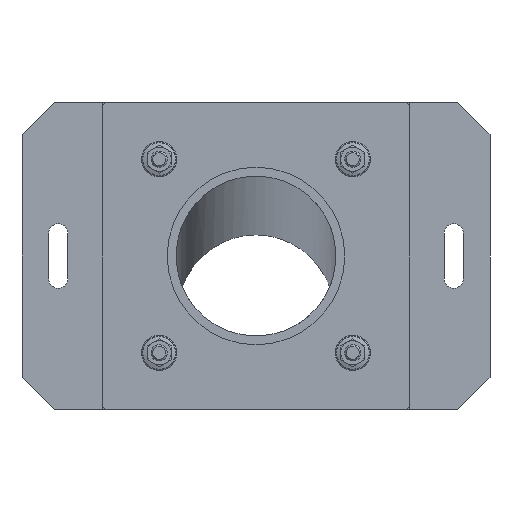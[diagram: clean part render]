
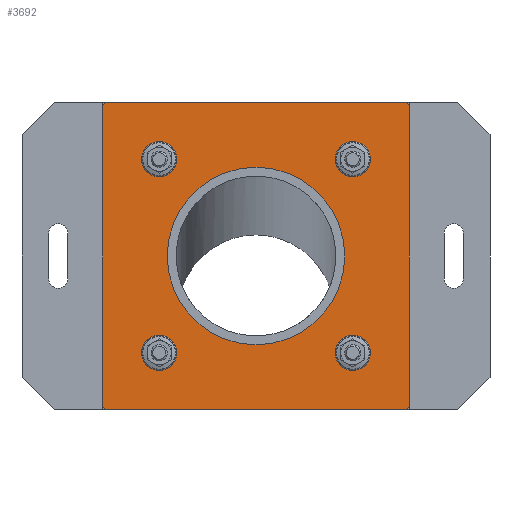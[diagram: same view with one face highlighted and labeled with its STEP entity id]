
A CAD part, left-side view. The second image highlights one B-rep face of the part: STEP entity #3692.
In plain terms, the highlighted planar face has unit normal (-1, 0, 0).
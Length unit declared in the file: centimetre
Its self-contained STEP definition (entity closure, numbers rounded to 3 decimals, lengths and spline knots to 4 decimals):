
#274=FACE_BOUND('',#787,.T.);
#275=FACE_BOUND('',#788,.T.);
#276=FACE_BOUND('',#789,.T.);
#277=FACE_BOUND('',#790,.T.);
#278=FACE_BOUND('',#791,.T.);
#344=PLANE('',#4079);
#534=FACE_OUTER_BOUND('',#786,.T.);
#786=EDGE_LOOP('',(#3036,#3037,#3038,#3039,#3040,#3041,#3042,#3043));
#787=EDGE_LOOP('',(#3044));
#788=EDGE_LOOP('',(#3045));
#789=EDGE_LOOP('',(#3046));
#790=EDGE_LOOP('',(#3047));
#791=EDGE_LOOP('',(#3048));
#1074=LINE('',#5989,#1320);
#1077=LINE('',#5995,#1323);
#1080=LINE('',#6001,#1326);
#1083=LINE('',#6007,#1329);
#1086=LINE('',#6013,#1332);
#1089=LINE('',#6019,#1335);
#1092=LINE('',#6025,#1338);
#1095=LINE('',#6029,#1341);
#1320=VECTOR('',#4944,1.);
#1323=VECTOR('',#4949,1.);
#1326=VECTOR('',#4954,1.);
#1329=VECTOR('',#4959,1.);
#1332=VECTOR('',#4964,1.);
#1335=VECTOR('',#4969,1.);
#1338=VECTOR('',#4974,1.);
#1341=VECTOR('',#4979,1.);
#1530=CIRCLE('',#4057,7.);
#1532=CIRCLE('',#4060,7.);
#1534=CIRCLE('',#4063,55.);
#1536=CIRCLE('',#4066,7.);
#1538=CIRCLE('',#4069,7.);
#1762=VERTEX_POINT('',#5953);
#1764=VERTEX_POINT('',#5959);
#1766=VERTEX_POINT('',#5965);
#1768=VERTEX_POINT('',#5971);
#1770=VERTEX_POINT('',#5977);
#1774=VERTEX_POINT('',#5986);
#1775=VERTEX_POINT('',#5988);
#1777=VERTEX_POINT('',#5994);
#1779=VERTEX_POINT('',#6000);
#1781=VERTEX_POINT('',#6006);
#1783=VERTEX_POINT('',#6012);
#1785=VERTEX_POINT('',#6018);
#1787=VERTEX_POINT('',#6024);
#2193=EDGE_CURVE('',#1762,#1762,#1530,.T.);
#2196=EDGE_CURVE('',#1764,#1764,#1532,.T.);
#2199=EDGE_CURVE('',#1766,#1766,#1534,.T.);
#2202=EDGE_CURVE('',#1768,#1768,#1536,.T.);
#2205=EDGE_CURVE('',#1770,#1770,#1538,.T.);
#2210=EDGE_CURVE('',#1775,#1774,#1074,.T.);
#2213=EDGE_CURVE('',#1777,#1775,#1077,.T.);
#2216=EDGE_CURVE('',#1779,#1777,#1080,.T.);
#2219=EDGE_CURVE('',#1781,#1779,#1083,.T.);
#2222=EDGE_CURVE('',#1783,#1781,#1086,.T.);
#2225=EDGE_CURVE('',#1785,#1783,#1089,.T.);
#2228=EDGE_CURVE('',#1787,#1785,#1092,.T.);
#2231=EDGE_CURVE('',#1774,#1787,#1095,.T.);
#3036=ORIENTED_EDGE('',*,*,#2231,.T.);
#3037=ORIENTED_EDGE('',*,*,#2228,.T.);
#3038=ORIENTED_EDGE('',*,*,#2225,.T.);
#3039=ORIENTED_EDGE('',*,*,#2222,.T.);
#3040=ORIENTED_EDGE('',*,*,#2219,.T.);
#3041=ORIENTED_EDGE('',*,*,#2216,.T.);
#3042=ORIENTED_EDGE('',*,*,#2213,.T.);
#3043=ORIENTED_EDGE('',*,*,#2210,.T.);
#3044=ORIENTED_EDGE('',*,*,#2205,.T.);
#3045=ORIENTED_EDGE('',*,*,#2202,.T.);
#3046=ORIENTED_EDGE('',*,*,#2199,.T.);
#3047=ORIENTED_EDGE('',*,*,#2196,.T.);
#3048=ORIENTED_EDGE('',*,*,#2193,.T.);
#3692=ADVANCED_FACE('',(#534,#274,#275,#276,#277,#278),#344,.T.);
#4057=AXIS2_PLACEMENT_3D('',#5954,#4907,#4908);
#4060=AXIS2_PLACEMENT_3D('',#5960,#4914,#4915);
#4063=AXIS2_PLACEMENT_3D('',#5966,#4921,#4922);
#4066=AXIS2_PLACEMENT_3D('',#5972,#4928,#4929);
#4069=AXIS2_PLACEMENT_3D('',#5978,#4935,#4936);
#4079=AXIS2_PLACEMENT_3D('',#6030,#4980,#4981);
#4907=DIRECTION('center_axis',(1.,0.,0.));
#4908=DIRECTION('ref_axis',(0.,-1.,0.));
#4914=DIRECTION('center_axis',(1.,0.,0.));
#4915=DIRECTION('ref_axis',(0.,-1.,0.));
#4921=DIRECTION('center_axis',(1.,0.,0.));
#4922=DIRECTION('ref_axis',(0.,-1.,0.));
#4928=DIRECTION('center_axis',(1.,0.,0.));
#4929=DIRECTION('ref_axis',(0.,1.,0.));
#4935=DIRECTION('center_axis',(1.,0.,0.));
#4936=DIRECTION('ref_axis',(0.,1.,0.));
#4944=DIRECTION('',(0.,0.,1.));
#4949=DIRECTION('',(0.,-0.707,0.707));
#4954=DIRECTION('',(0.,-1.,0.));
#4959=DIRECTION('',(0.,-0.707,-0.707));
#4964=DIRECTION('',(0.,0.,-1.));
#4969=DIRECTION('',(0.,0.707,-0.707));
#4974=DIRECTION('',(0.,1.,0.));
#4979=DIRECTION('',(0.,0.707,0.707));
#4980=DIRECTION('center_axis',(-1.,0.,0.));
#4981=DIRECTION('ref_axis',(0.,-1.,0.));
#5953=CARTESIAN_POINT('',(-394.2931,461.2931,35.));
#5954=CARTESIAN_POINT('Origin',(-394.2931,454.2931,35.));
#5959=CARTESIAN_POINT('',(-394.2931,341.2931,35.));
#5960=CARTESIAN_POINT('Origin',(-394.2931,334.2931,35.));
#5965=CARTESIAN_POINT('',(-394.2931,449.2931,95.));
#5966=CARTESIAN_POINT('Origin',(-394.2931,394.2931,95.));
#5971=CARTESIAN_POINT('',(-394.2931,327.2931,155.));
#5972=CARTESIAN_POINT('Origin',(-394.2931,334.2931,155.));
#5977=CARTESIAN_POINT('',(-394.2931,447.2931,155.));
#5978=CARTESIAN_POINT('Origin',(-394.2931,454.2931,155.));
#5986=CARTESIAN_POINT('',(-394.2931,299.2931,188.));
#5988=CARTESIAN_POINT('',(-394.2931,299.2931,2.));
#5989=CARTESIAN_POINT('',(-394.2931,299.2931,2.));
#5994=CARTESIAN_POINT('',(-394.2931,301.2931,0.));
#5995=CARTESIAN_POINT('',(-394.2931,301.2931,0.));
#6000=CARTESIAN_POINT('',(-394.2931,487.2931,0.));
#6001=CARTESIAN_POINT('',(-394.2931,487.2931,0.));
#6006=CARTESIAN_POINT('',(-394.2931,489.2931,2.));
#6007=CARTESIAN_POINT('',(-394.2931,489.2931,2.));
#6012=CARTESIAN_POINT('',(-394.2931,489.2931,188.));
#6013=CARTESIAN_POINT('',(-394.2931,489.2931,188.));
#6018=CARTESIAN_POINT('',(-394.2931,487.2931,190.));
#6019=CARTESIAN_POINT('',(-394.2931,487.2931,190.));
#6024=CARTESIAN_POINT('',(-394.2931,301.2931,190.));
#6025=CARTESIAN_POINT('',(-394.2931,301.2931,190.));
#6029=CARTESIAN_POINT('',(-394.2931,299.2931,188.));
#6030=CARTESIAN_POINT('Origin',(-394.2931,394.2931,95.));
